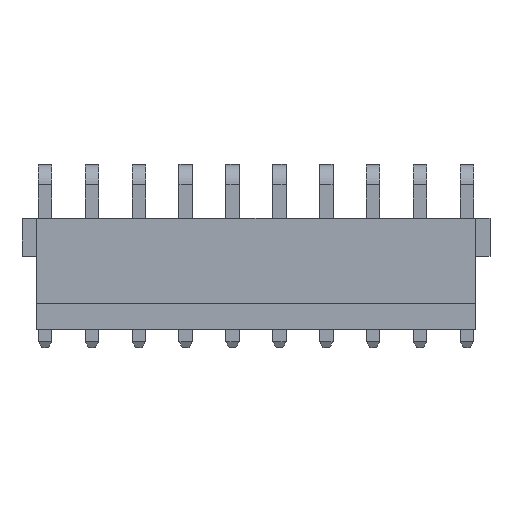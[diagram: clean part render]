
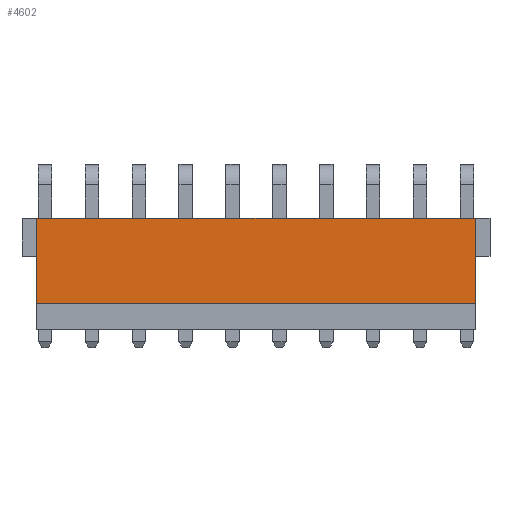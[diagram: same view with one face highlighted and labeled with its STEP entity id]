
A CAD part, top view. The second image highlights one B-rep face of the part: STEP entity #4602.
In plain terms, the highlighted planar face has unit normal (0, 0, 1).
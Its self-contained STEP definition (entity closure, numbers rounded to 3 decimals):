
#3790=CARTESIAN_POINT('',(-18.52,-11.2,8.0));
#3791=VERTEX_POINT('',#3790);
#3798=CARTESIAN_POINT('',(-18.52,-4.0,8.0));
#3799=VERTEX_POINT('',#3798);
#3800=CARTESIAN_POINT('',(-18.52,-7.6,8.0));
#3801=DIRECTION('',(0.,-1.0,-0.0));
#3802=VECTOR('',#3801,1.0);
#3803=LINE('',#3800,#3802);
#3804=EDGE_CURVE('n� 676',#3799,#3791,#3803,.T.);
#3820=CARTESIAN_POINT('',(18.52,-11.2,8.0));
#3821=VERTEX_POINT('',#3820);
#3828=CARTESIAN_POINT('',(0.0,-11.2,8.0));
#3829=DIRECTION('',(1.0,0.0,-0.0));
#3830=VECTOR('',#3829,1.0);
#3831=LINE('',#3828,#3830);
#3832=EDGE_CURVE('n� 675',#3791,#3821,#3831,.T.);
#3844=CARTESIAN_POINT('',(18.52,-4.0,8.0));
#3845=VERTEX_POINT('',#3844);
#3846=CARTESIAN_POINT('',(18.52,-7.6,8.0));
#3847=DIRECTION('',(0.,1.0,0.0));
#3848=VECTOR('',#3847,1.0);
#3849=LINE('',#3846,#3848);
#3850=EDGE_CURVE('n� 674',#3821,#3845,#3849,.T.);
#4586=ORIENTED_EDGE('',*,*,#3850,.T.);
#4587=CARTESIAN_POINT('',(0.0,-4.0,8.0));
#4588=DIRECTION('',(1.0,0.0,0.0));
#4589=VECTOR('',#4588,1.0);
#4590=LINE('',#4587,#4589);
#4591=EDGE_CURVE('n� 22',#3799,#3845,#4590,.T.);
#4592=ORIENTED_EDGE('',*,*,#4591,.F.);
#4593=ORIENTED_EDGE('',*,*,#3804,.T.);
#4594=ORIENTED_EDGE('',*,*,#3832,.T.);
#4595=EDGE_LOOP('',(#4586,#4592,#4593,#4594));
#4596=FACE_OUTER_BOUND('',#4595,.T.);
#4597=CARTESIAN_POINT('',(-18.52,-4.0,8.0));
#4598=DIRECTION('',(0.0,-0.0,1.0));
#4599=DIRECTION('',(0.0,-1.0,-0.0));
#4600=AXIS2_PLACEMENT_3D('',#4597,#4598,#4599);
#4601=PLANE('',#4600);
#4602=ADVANCED_FACE('n� 670',(#4596),#4601,.T.);
